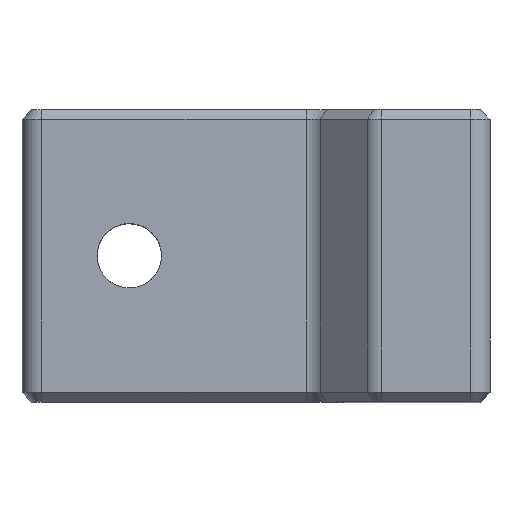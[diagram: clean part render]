
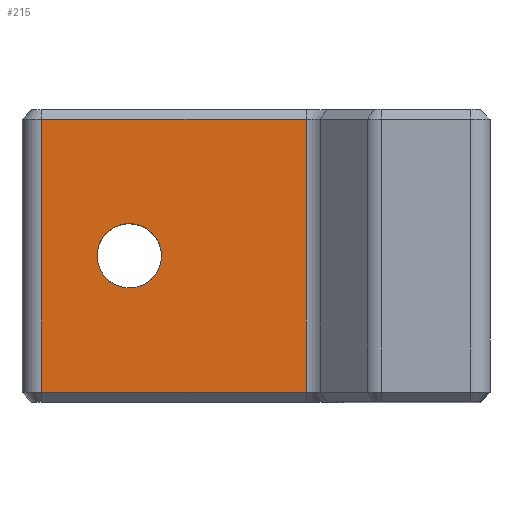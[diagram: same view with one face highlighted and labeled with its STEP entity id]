
A CAD part, top view. The second image highlights one B-rep face of the part: STEP entity #215.
In plain terms, the highlighted planar face has unit normal (0, 0, 1).
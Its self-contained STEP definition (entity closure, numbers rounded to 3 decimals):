
#215 = ADVANCED_FACE ( 'NONE', ( #2224, #314 ), #369, .F. ) ;
#271 = CIRCLE ( 'NONE', #858, 1.65 ) ;
#277 = CARTESIAN_POINT ( 'NONE',  ( -6.5, 0., 7. ) ) ;
#304 = VERTEX_POINT ( 'NONE', #1371 ) ;
#314 = FACE_OUTER_BOUND ( 'NONE', #1137, .T. ) ;
#349 = ORIENTED_EDGE ( 'NONE', *, *, #593, .T. ) ;
#369 = PLANE ( 'NONE',  #1267 ) ;
#405 = ORIENTED_EDGE ( 'NONE', *, *, #2476, .T. ) ;
#422 = VECTOR ( 'NONE', #1473, 1000. ) ;
#593 = EDGE_CURVE ( 'NONE', #2149, #1652, #271, .T. ) ;
#594 = DIRECTION ( 'NONE',  ( -1., 0., 0. ) ) ;
#600 = VERTEX_POINT ( 'NONE', #1492 ) ;
#643 = CARTESIAN_POINT ( 'NONE',  ( -11., -7., 7. ) ) ;
#645 = VECTOR ( 'NONE', #788, 1000. ) ;
#662 = VERTEX_POINT ( 'NONE', #643 ) ;
#685 = DIRECTION ( 'NONE',  ( 1., 0., 0. ) ) ;
#729 = EDGE_LOOP ( 'NONE', ( #1740, #349 ) ) ;
#786 = CARTESIAN_POINT ( 'NONE',  ( -12., 7.5, 7. ) ) ;
#788 = DIRECTION ( 'NONE',  ( 0., 1., 0. ) ) ;
#858 = AXIS2_PLACEMENT_3D ( 'NONE', #277, #1511, #2108 ) ;
#943 = AXIS2_PLACEMENT_3D ( 'NONE', #1570, #1349, #2187 ) ;
#1036 = EDGE_CURVE ( 'NONE', #304, #2376, #1588, .T. ) ;
#1096 = CARTESIAN_POINT ( 'NONE',  ( -12., 7., 7. ) ) ;
#1137 = EDGE_LOOP ( 'NONE', ( #1377, #405, #1368, #2077 ) ) ;
#1213 = CARTESIAN_POINT ( 'NONE',  ( 2.586, -7., 7. ) ) ;
#1263 = CARTESIAN_POINT ( 'NONE',  ( -11., 7.5, 7. ) ) ;
#1267 = AXIS2_PLACEMENT_3D ( 'NONE', #786, #2423, #594 ) ;
#1286 = LINE ( 'NONE', #1263, #422 ) ;
#1287 = DIRECTION ( 'NONE',  ( -1., 0., 0. ) ) ;
#1292 = EDGE_CURVE ( 'NONE', #600, #662, #1286, .T. ) ;
#1349 = DIRECTION ( 'NONE',  ( 0., 0., -1. ) ) ;
#1355 = VECTOR ( 'NONE', #685, 1000. ) ;
#1368 = ORIENTED_EDGE ( 'NONE', *, *, #1292, .T. ) ;
#1371 = CARTESIAN_POINT ( 'NONE',  ( 2.586, -7., 7. ) ) ;
#1377 = ORIENTED_EDGE ( 'NONE', *, *, #1036, .T. ) ;
#1473 = DIRECTION ( 'NONE',  ( 0., -1., 0. ) ) ;
#1492 = CARTESIAN_POINT ( 'NONE',  ( -11., 7., 7. ) ) ;
#1511 = DIRECTION ( 'NONE',  ( 0., 0., -1. ) ) ;
#1570 = CARTESIAN_POINT ( 'NONE',  ( -6.5, 0., 7. ) ) ;
#1588 = LINE ( 'NONE', #2397, #645 ) ;
#1589 = EDGE_CURVE ( 'NONE', #662, #304, #1985, .T. ) ;
#1652 = VERTEX_POINT ( 'NONE', #1726 ) ;
#1726 = CARTESIAN_POINT ( 'NONE',  ( -4.85, 0., 7. ) ) ;
#1740 = ORIENTED_EDGE ( 'NONE', *, *, #2123, .T. ) ;
#1945 = LINE ( 'NONE', #1096, #2578 ) ;
#1985 = LINE ( 'NONE', #1213, #1355 ) ;
#2077 = ORIENTED_EDGE ( 'NONE', *, *, #1589, .T. ) ;
#2108 = DIRECTION ( 'NONE',  ( -1., 0., 0. ) ) ;
#2123 = EDGE_CURVE ( 'NONE', #1652, #2149, #2605, .T. ) ;
#2149 = VERTEX_POINT ( 'NONE', #2588 ) ;
#2187 = DIRECTION ( 'NONE',  ( -1., 0., 0. ) ) ;
#2224 = FACE_BOUND ( 'NONE', #729, .T. ) ;
#2237 = CARTESIAN_POINT ( 'NONE',  ( 2.586, 7., 7. ) ) ;
#2376 = VERTEX_POINT ( 'NONE', #2237 ) ;
#2397 = CARTESIAN_POINT ( 'NONE',  ( 2.586, 7.5, 7. ) ) ;
#2423 = DIRECTION ( 'NONE',  ( 0., 0., -1. ) ) ;
#2476 = EDGE_CURVE ( 'NONE', #2376, #600, #1945, .T. ) ;
#2578 = VECTOR ( 'NONE', #1287, 1000. ) ;
#2588 = CARTESIAN_POINT ( 'NONE',  ( -8.15, 0., 7. ) ) ;
#2605 = CIRCLE ( 'NONE', #943, 1.65 ) ;
